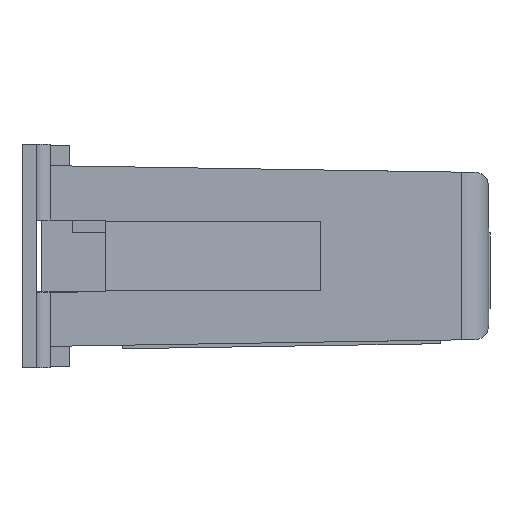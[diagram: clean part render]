
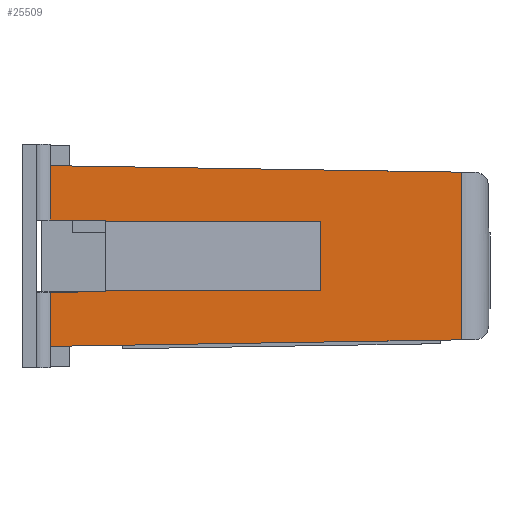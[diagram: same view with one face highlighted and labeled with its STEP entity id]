
A CAD part, left-side view. The second image highlights one B-rep face of the part: STEP entity #25509.
In plain terms, the highlighted planar face has unit normal (-1, -0.012, 0).
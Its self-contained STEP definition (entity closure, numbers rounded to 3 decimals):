
#328 = VECTOR ( 'NONE', #3957, 1000. ) ;
#1454 = VERTEX_POINT ( 'NONE', #68749 ) ;
#3433 = VECTOR ( 'NONE', #76013, 1000. ) ;
#3957 = DIRECTION ( 'NONE',  ( 0., 0., 1. ) ) ;
#4404 = EDGE_CURVE ( 'NONE', #78698, #30986, #17143, .T. ) ;
#5298 = CARTESIAN_POINT ( 'NONE',  ( -12.218, 12.065, 10.525 ) ) ;
#6450 = CARTESIAN_POINT ( 'NONE',  ( -12.075, 0.032, 14.026 ) ) ;
#7191 = EDGE_CURVE ( 'NONE', #85705, #1454, #53959, .T. ) ;
#8594 = EDGE_CURVE ( 'NONE', #73683, #9272, #26817, .T. ) ;
#8888 = CARTESIAN_POINT ( 'NONE',  ( -12.218, 12.065, 5.525 ) ) ;
#9272 = VERTEX_POINT ( 'NONE', #23485 ) ;
#9397 = LINE ( 'NONE', #31840, #84406 ) ;
#9965 = DIRECTION ( 'NONE',  ( -0.012, 1., 0. ) ) ;
#10638 = LINE ( 'NONE', #69611, #328 ) ;
#12599 = DIRECTION ( 'NONE',  ( -0.012, 1., 0. ) ) ;
#12862 = ORIENTED_EDGE ( 'NONE', *, *, #37481, .T. ) ;
#13611 = DIRECTION ( 'NONE',  ( 0.012, -1., 0. ) ) ;
#14000 = FACE_OUTER_BOUND ( 'NONE', #55492, .T. ) ;
#14458 = ORIENTED_EDGE ( 'NONE', *, *, #53949, .T. ) ;
#14638 = ORIENTED_EDGE ( 'NONE', *, *, #22001, .T. ) ;
#16334 = LINE ( 'NONE', #61412, #92302 ) ;
#17143 = LINE ( 'NONE', #46365, #94161 ) ;
#18959 = VERTEX_POINT ( 'NONE', #48340 ) ;
#18986 = EDGE_CURVE ( 'NONE', #9272, #44276, #70386, .T. ) ;
#19271 = ORIENTED_EDGE ( 'NONE', *, *, #18986, .T. ) ;
#22001 = EDGE_CURVE ( 'NONE', #42640, #78698, #94245, .T. ) ;
#22197 = DIRECTION ( 'NONE',  ( -0.012, 1., 0.016 ) ) ;
#23485 = CARTESIAN_POINT ( 'NONE',  ( -12.402, 27.534, 10.525 ) ) ;
#25509 = ADVANCED_FACE ( 'NONE', ( #14000 ), #79187, .F. ) ;
#25811 = ORIENTED_EDGE ( 'NONE', *, *, #4404, .T. ) ;
#26817 = LINE ( 'NONE', #85347, #77958 ) ;
#27884 = ORIENTED_EDGE ( 'NONE', *, *, #59214, .T. ) ;
#28516 = DIRECTION ( 'NONE',  ( 0., 0., -1. ) ) ;
#30801 = VERTEX_POINT ( 'NONE', #80647 ) ;
#30986 = VERTEX_POINT ( 'NONE', #89259 ) ;
#31475 = EDGE_CURVE ( 'NONE', #18959, #58773, #87134, .T. ) ;
#31840 = CARTESIAN_POINT ( 'NONE',  ( -12.218, 12.065, 10.525 ) ) ;
#37481 = EDGE_CURVE ( 'NONE', #30801, #18959, #57229, .T. ) ;
#40005 = VECTOR ( 'NONE', #13611, 1000. ) ;
#42073 = CARTESIAN_POINT ( 'NONE',  ( -12.402, 27.534, 10.525 ) ) ;
#42555 = ORIENTED_EDGE ( 'NONE', *, *, #64452, .T. ) ;
#42640 = VERTEX_POINT ( 'NONE', #50969 ) ;
#42996 = CARTESIAN_POINT ( 'NONE',  ( -12.45, 31.532, 16.05 ) ) ;
#43300 = LINE ( 'NONE', #55856, #40005 ) ;
#44276 = VERTEX_POINT ( 'NONE', #5298 ) ;
#44384 = CARTESIAN_POINT ( 'NONE',  ( -12.45, 31.532, 1.525 ) ) ;
#44394 = LINE ( 'NONE', #81818, #54288 ) ;
#46365 = CARTESIAN_POINT ( 'NONE',  ( -12.075, 0., 5.435 ) ) ;
#48340 = CARTESIAN_POINT ( 'NONE',  ( -12.45, 31.532, 14.525 ) ) ;
#50143 = ORIENTED_EDGE ( 'NONE', *, *, #31475, .T. ) ;
#50429 = DIRECTION ( 'NONE',  ( 1., 0.012, 0. ) ) ;
#50969 = CARTESIAN_POINT ( 'NONE',  ( -12.402, 27.534, 5.525 ) ) ;
#53570 = VERTEX_POINT ( 'NONE', #8888 ) ;
#53949 = EDGE_CURVE ( 'NONE', #1454, #30801, #10638, .T. ) ;
#53959 = LINE ( 'NONE', #67871, #3433 ) ;
#54288 = VECTOR ( 'NONE', #88994, 1000. ) ;
#55492 = EDGE_LOOP ( 'NONE', ( #76062, #14458, #12862, #50143, #27884, #93897, #19271, #58757, #77052, #14638, #25811, #42555 ) ) ;
#55856 = CARTESIAN_POINT ( 'NONE',  ( -12.075, 0., 10.615 ) ) ;
#56968 = DIRECTION ( 'NONE',  ( 0., 0., -1. ) ) ;
#57209 = VECTOR ( 'NONE', #91954, 1000. ) ;
#57229 = LINE ( 'NONE', #6450, #78213 ) ;
#58014 = EDGE_CURVE ( 'NONE', #44276, #53570, #9397, .T. ) ;
#58271 = CARTESIAN_POINT ( 'NONE',  ( -12.402, 27.534, 16.05 ) ) ;
#58757 = ORIENTED_EDGE ( 'NONE', *, *, #58014, .T. ) ;
#58773 = VERTEX_POINT ( 'NONE', #62697 ) ;
#59214 = EDGE_CURVE ( 'NONE', #58773, #73683, #43300, .T. ) ;
#61412 = CARTESIAN_POINT ( 'NONE',  ( -12.402, 27.534, 5.525 ) ) ;
#62697 = CARTESIAN_POINT ( 'NONE',  ( -12.45, 31.532, 10.615 ) ) ;
#64452 = EDGE_CURVE ( 'NONE', #30986, #85705, #44394, .T. ) ;
#65778 = CARTESIAN_POINT ( 'NONE',  ( -12.075, 0., 16.05 ) ) ;
#67871 = CARTESIAN_POINT ( 'NONE',  ( -12.072, -0.222, 2.029 ) ) ;
#68749 = CARTESIAN_POINT ( 'NONE',  ( -12.099, 1.976, 1.994 ) ) ;
#69611 = CARTESIAN_POINT ( 'NONE',  ( -12.099, 1.976, 16.05 ) ) ;
#70386 = LINE ( 'NONE', #42073, #57209 ) ;
#70567 = CARTESIAN_POINT ( 'NONE',  ( -12.402, 27.534, 10.615 ) ) ;
#73683 = VERTEX_POINT ( 'NONE', #70567 ) ;
#75306 = DIRECTION ( 'NONE',  ( 0.012, -1., 0. ) ) ;
#76013 = DIRECTION ( 'NONE',  ( 0.012, -1., 0.016 ) ) ;
#76062 = ORIENTED_EDGE ( 'NONE', *, *, #7191, .T. ) ;
#77052 = ORIENTED_EDGE ( 'NONE', *, *, #84402, .F. ) ;
#77657 = DIRECTION ( 'NONE',  ( 0., 0., -1. ) ) ;
#77958 = VECTOR ( 'NONE', #77657, 1000. ) ;
#78213 = VECTOR ( 'NONE', #22197, 1000. ) ;
#78698 = VERTEX_POINT ( 'NONE', #92508 ) ;
#79187 = PLANE ( 'NONE',  #90929 ) ;
#80647 = CARTESIAN_POINT ( 'NONE',  ( -12.099, 1.976, 14.056 ) ) ;
#81818 = CARTESIAN_POINT ( 'NONE',  ( -12.45, 31.532, 16.05 ) ) ;
#82731 = DIRECTION ( 'NONE',  ( 0., 0., -1. ) ) ;
#82745 = VECTOR ( 'NONE', #28516, 1000. ) ;
#84402 = EDGE_CURVE ( 'NONE', #42640, #53570, #16334, .T. ) ;
#84406 = VECTOR ( 'NONE', #82731, 1000. ) ;
#85347 = CARTESIAN_POINT ( 'NONE',  ( -12.402, 27.534, 16.05 ) ) ;
#85705 = VERTEX_POINT ( 'NONE', #44384 ) ;
#87134 = LINE ( 'NONE', #42996, #89017 ) ;
#88994 = DIRECTION ( 'NONE',  ( 0., 0., -1. ) ) ;
#89017 = VECTOR ( 'NONE', #56968, 1000. ) ;
#89259 = CARTESIAN_POINT ( 'NONE',  ( -12.45, 31.532, 5.435 ) ) ;
#90929 = AXIS2_PLACEMENT_3D ( 'NONE', #65778, #50429, #12599 ) ;
#91954 = DIRECTION ( 'NONE',  ( 0.012, -1., 0. ) ) ;
#92302 = VECTOR ( 'NONE', #75306, 1000. ) ;
#92508 = CARTESIAN_POINT ( 'NONE',  ( -12.402, 27.534, 5.435 ) ) ;
#93897 = ORIENTED_EDGE ( 'NONE', *, *, #8594, .T. ) ;
#94161 = VECTOR ( 'NONE', #9965, 1000. ) ;
#94245 = LINE ( 'NONE', #58271, #82745 ) ;
